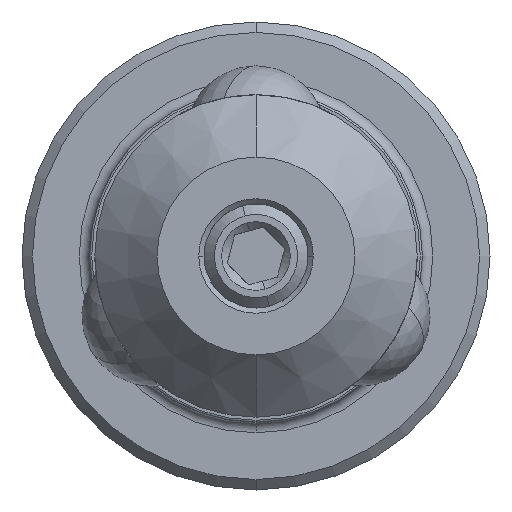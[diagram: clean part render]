
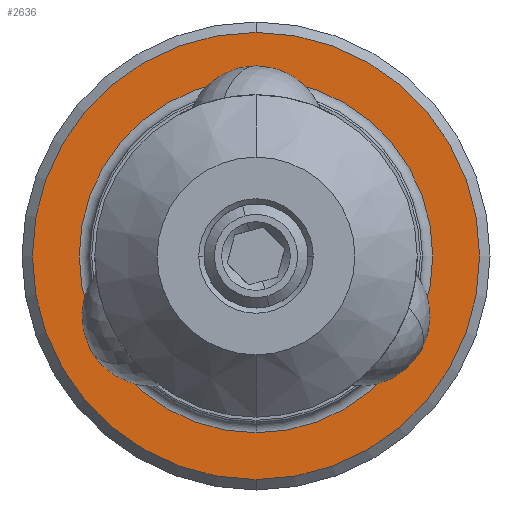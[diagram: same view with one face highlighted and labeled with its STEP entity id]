
A CAD part, front view. The second image highlights one B-rep face of the part: STEP entity #2636.
In plain terms, the highlighted planar face has unit normal (0, -1, 0).
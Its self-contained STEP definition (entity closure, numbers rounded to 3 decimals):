
#32 = DIRECTION ( 'NONE',  ( 0., 0., -1. ) ) ;
#97 = ORIENTED_EDGE ( 'NONE', *, *, #3148, .F. ) ;
#207 = DIRECTION ( 'NONE',  ( 0., 0., -1. ) ) ;
#221 = VERTEX_POINT ( 'NONE', #1698 ) ;
#250 = FACE_BOUND ( 'NONE', #3640, .T. ) ;
#552 = DIRECTION ( 'NONE',  ( 0., 1., 0. ) ) ;
#625 = CIRCLE ( 'NONE', #1902, 10.75 ) ;
#773 = AXIS2_PLACEMENT_3D ( 'NONE', #1656, #2403, #871 ) ;
#871 = DIRECTION ( 'NONE',  ( 0., 0., -1. ) ) ;
#921 = AXIS2_PLACEMENT_3D ( 'NONE', #1264, #3065, #32 ) ;
#1020 = CARTESIAN_POINT ( 'NONE',  ( 0., 31.8, 10.75 ) ) ;
#1036 = CIRCLE ( 'NONE', #773, 8.5 ) ;
#1134 = CARTESIAN_POINT ( 'NONE',  ( 0., 31.8, -8.5 ) ) ;
#1264 = CARTESIAN_POINT ( 'NONE',  ( 0., 31.8, 0. ) ) ;
#1286 = VERTEX_POINT ( 'NONE', #1134 ) ;
#1338 = CARTESIAN_POINT ( 'NONE',  ( 0., 31.8, -10.75 ) ) ;
#1425 = CIRCLE ( 'NONE', #921, 8.5 ) ;
#1570 = EDGE_CURVE ( 'NONE', #3163, #3385, #3726, .T. ) ;
#1602 = CARTESIAN_POINT ( 'NONE',  ( 0., 31.8, 0. ) ) ;
#1656 = CARTESIAN_POINT ( 'NONE',  ( 0., 31.8, 0. ) ) ;
#1698 = CARTESIAN_POINT ( 'NONE',  ( 0., 31.8, 8.5 ) ) ;
#1833 = EDGE_LOOP ( 'NONE', ( #2088, #2550 ) ) ;
#1842 = DIRECTION ( 'NONE',  ( 0., -1., 0. ) ) ;
#1847 = FACE_OUTER_BOUND ( 'NONE', #1833, .T. ) ;
#1902 = AXIS2_PLACEMENT_3D ( 'NONE', #1602, #2367, #207 ) ;
#2045 = CARTESIAN_POINT ( 'NONE',  ( -10.75, 31.8, 0. ) ) ;
#2052 = EDGE_CURVE ( 'NONE', #221, #1286, #1036, .T. ) ;
#2088 = ORIENTED_EDGE ( 'NONE', *, *, #1570, .T. ) ;
#2161 = DIRECTION ( 'NONE',  ( 0., 0., 1. ) ) ;
#2367 = DIRECTION ( 'NONE',  ( 0., -1., 0. ) ) ;
#2403 = DIRECTION ( 'NONE',  ( 0., -1., 0. ) ) ;
#2432 = EDGE_CURVE ( 'NONE', #3385, #3163, #625, .T. ) ;
#2550 = ORIENTED_EDGE ( 'NONE', *, *, #2432, .T. ) ;
#2636 = ADVANCED_FACE ( 'NONE', ( #250, #1847 ), #3815, .F. ) ;
#2798 = DIRECTION ( 'NONE',  ( 0., 0., -1. ) ) ;
#2900 = AXIS2_PLACEMENT_3D ( 'NONE', #3465, #1842, #2798 ) ;
#3065 = DIRECTION ( 'NONE',  ( 0., -1., 0. ) ) ;
#3148 = EDGE_CURVE ( 'NONE', #1286, #221, #1425, .T. ) ;
#3163 = VERTEX_POINT ( 'NONE', #1020 ) ;
#3385 = VERTEX_POINT ( 'NONE', #1338 ) ;
#3393 = ORIENTED_EDGE ( 'NONE', *, *, #2052, .F. ) ;
#3465 = CARTESIAN_POINT ( 'NONE',  ( 0., 31.8, 0. ) ) ;
#3640 = EDGE_LOOP ( 'NONE', ( #97, #3393 ) ) ;
#3726 = CIRCLE ( 'NONE', #2900, 10.75 ) ;
#3804 = AXIS2_PLACEMENT_3D ( 'NONE', #2045, #552, #2161 ) ;
#3815 = PLANE ( 'NONE',  #3804 ) ;
